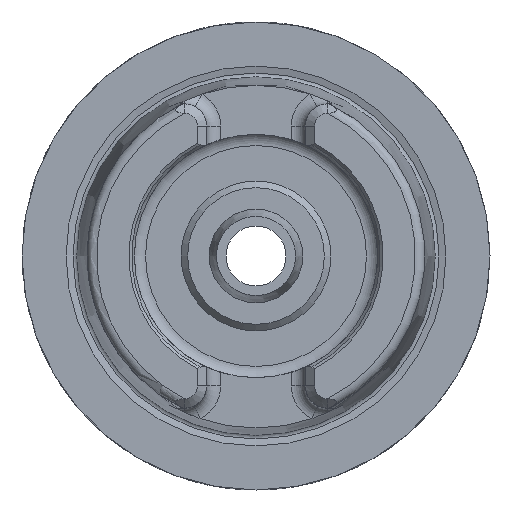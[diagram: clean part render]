
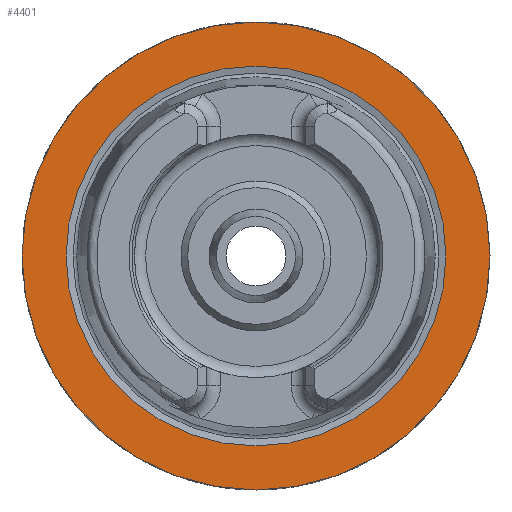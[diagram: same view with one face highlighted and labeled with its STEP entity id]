
A CAD part, left-side view. The second image highlights one B-rep face of the part: STEP entity #4401.
In plain terms, the highlighted planar face has unit normal (-1, 0, 0).
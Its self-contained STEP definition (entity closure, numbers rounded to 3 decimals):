
#3914=CARTESIAN_POINT('',(0.0,25.,0.0));
#3915=VERTEX_POINT('',#3914);
#3916=CARTESIAN_POINT('',(0.0,0.0,0.0));
#3917=DIRECTION('',(1.0,0.0,0.0));
#3918=DIRECTION('',(0.0,1.0,0.0));
#3919=AXIS2_PLACEMENT_3D('',#3916,#3917,#3918);
#3920=CIRCLE('',#3919,25.);
#3921=EDGE_CURVE('',#3915,#3915,#3920,.T.);
#4375=CARTESIAN_POINT('',(0.0,20.296,0.0));
#4376=VERTEX_POINT('',#4375);
#4377=CARTESIAN_POINT('',(0.0,0.0,0.0));
#4378=DIRECTION('',(1.0,0.0,0.0));
#4379=DIRECTION('',(0.0,1.0,0.0));
#4380=AXIS2_PLACEMENT_3D('',#4377,#4378,#4379);
#4381=CIRCLE('',#4380,20.296);
#4382=EDGE_CURVE('',#4376,#4376,#4381,.T.);
#4390=CARTESIAN_POINT('',(0.0,22.648,0.0));
#4391=DIRECTION('',(-1.0,0.0,0.0));
#4392=DIRECTION('',(0.0,0.0,1.0));
#4393=AXIS2_PLACEMENT_3D('',#4390,#4391,#4392);
#4394=PLANE('',#4393);
#4395=ORIENTED_EDGE('',*,*,#3921,.F.);
#4396=EDGE_LOOP('',(#4395));
#4397=FACE_OUTER_BOUND('',#4396,.T.);
#4398=ORIENTED_EDGE('',*,*,#4382,.T.);
#4399=EDGE_LOOP('',(#4398));
#4400=FACE_BOUND('',#4399,.T.);
#4401=ADVANCED_FACE('',(#4397,#4400),#4394,.T.);
